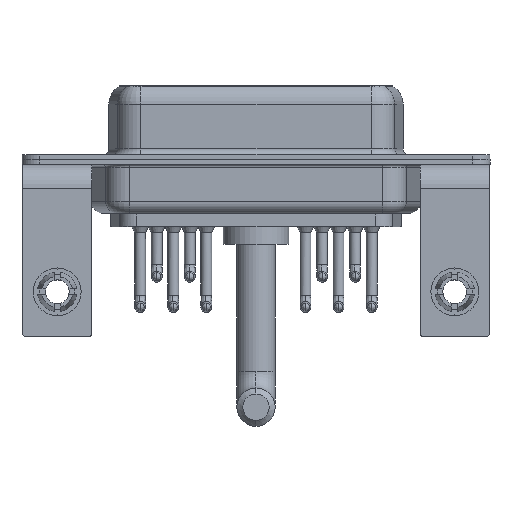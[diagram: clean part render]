
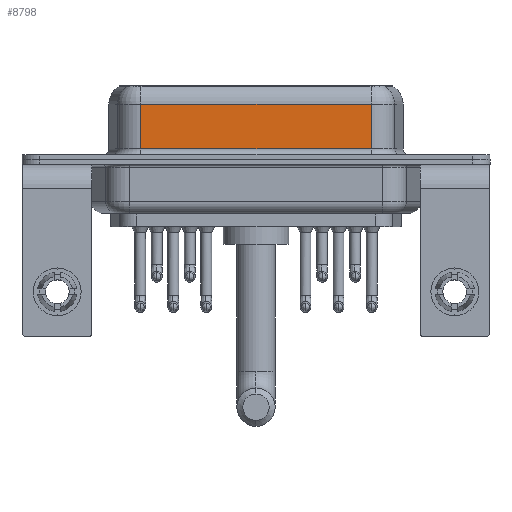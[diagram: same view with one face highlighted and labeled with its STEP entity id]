
A CAD part, front view. The second image highlights one B-rep face of the part: STEP entity #8798.
In plain terms, the highlighted planar face has unit normal (0, -1, 0).
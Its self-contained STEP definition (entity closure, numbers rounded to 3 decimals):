
#283 = DIRECTION ( 'NONE',  ( 0., 0., 1. ) ) ;
#337 = ORIENTED_EDGE ( 'NONE', *, *, #383, .F. ) ;
#383 = EDGE_CURVE ( 'NONE', #11257, #6820, #3418, .T. ) ;
#682 = VECTOR ( 'NONE', #18545, 1000. ) ;
#1066 = VERTEX_POINT ( 'NONE', #5932 ) ;
#1170 = ORIENTED_EDGE ( 'NONE', *, *, #4357, .T. ) ;
#1391 = DIRECTION ( 'NONE',  ( 0., 0., -1. ) ) ;
#2906 = CARTESIAN_POINT ( 'NONE',  ( 26.287, -3.95, 0.9 ) ) ;
#3416 = CARTESIAN_POINT ( 'NONE',  ( 7.013, -3.95, 6.4 ) ) ;
#3418 = LINE ( 'NONE', #16393, #14972 ) ;
#3487 = DIRECTION ( 'NONE',  ( 0., 1., 0. ) ) ;
#4357 = EDGE_CURVE ( 'NONE', #15206, #1066, #12983, .T. ) ;
#4396 = LINE ( 'NONE', #2906, #9852 ) ;
#4580 = DIRECTION ( 'NONE',  ( 0., 0., -1. ) ) ;
#5932 = CARTESIAN_POINT ( 'NONE',  ( 7.013, -3.95, 0.9 ) ) ;
#6820 = VERTEX_POINT ( 'NONE', #15833 ) ;
#8788 = ORIENTED_EDGE ( 'NONE', *, *, #17726, .T. ) ;
#8798 = ADVANCED_FACE ( 'NONE', ( #16457 ), #14861, .F. ) ;
#9066 = LINE ( 'NONE', #17037, #682 ) ;
#9852 = VECTOR ( 'NONE', #12678, 1000. ) ;
#10010 = AXIS2_PLACEMENT_3D ( 'NONE', #14545, #3487, #283 ) ;
#11257 = VERTEX_POINT ( 'NONE', #15679 ) ;
#12243 = VECTOR ( 'NONE', #1391, 1000. ) ;
#12678 = DIRECTION ( 'NONE',  ( 1., 0., 0. ) ) ;
#12773 = ORIENTED_EDGE ( 'NONE', *, *, #19494, .T. ) ;
#12983 = LINE ( 'NONE', #3416, #12243 ) ;
#14545 = CARTESIAN_POINT ( 'NONE',  ( 26.287, -3.95, 6.4 ) ) ;
#14861 = PLANE ( 'NONE',  #10010 ) ;
#14972 = VECTOR ( 'NONE', #4580, 1000. ) ;
#15206 = VERTEX_POINT ( 'NONE', #15271 ) ;
#15271 = CARTESIAN_POINT ( 'NONE',  ( 7.013, -3.95, 4.65 ) ) ;
#15679 = CARTESIAN_POINT ( 'NONE',  ( 26.287, -3.95, 4.65 ) ) ;
#15833 = CARTESIAN_POINT ( 'NONE',  ( 26.287, -3.95, 0.9 ) ) ;
#16393 = CARTESIAN_POINT ( 'NONE',  ( 26.287, -3.95, 6.4 ) ) ;
#16408 = EDGE_LOOP ( 'NONE', ( #337, #12773, #1170, #8788 ) ) ;
#16457 = FACE_OUTER_BOUND ( 'NONE', #16408, .T. ) ;
#17037 = CARTESIAN_POINT ( 'NONE',  ( 26.287, -3.95, 4.65 ) ) ;
#17726 = EDGE_CURVE ( 'NONE', #1066, #6820, #4396, .T. ) ;
#18545 = DIRECTION ( 'NONE',  ( -1., 0., 0. ) ) ;
#19494 = EDGE_CURVE ( 'NONE', #11257, #15206, #9066, .T. ) ;
